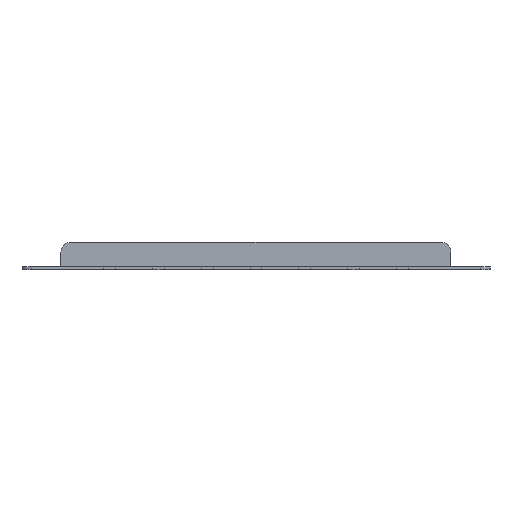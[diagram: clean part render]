
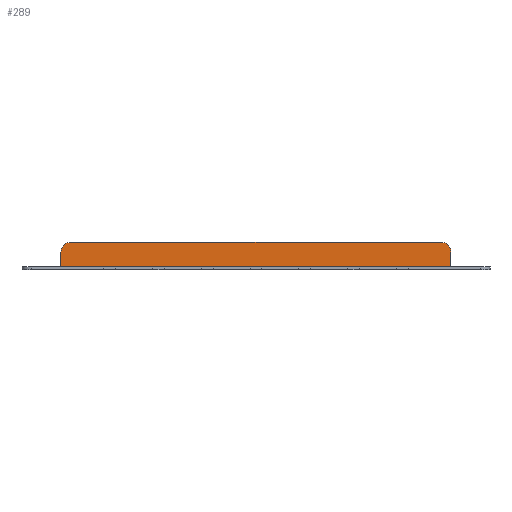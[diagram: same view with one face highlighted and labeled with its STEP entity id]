
A CAD part, top view. The second image highlights one B-rep face of the part: STEP entity #289.
In plain terms, the highlighted planar face has unit normal (0, 0, 1).
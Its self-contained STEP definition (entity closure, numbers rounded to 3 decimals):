
#106 = EDGE_CURVE ( 'NONE', #1599, #615, #407, .T. ) ;
#143 = CARTESIAN_POINT ( 'NONE',  ( -40., 0., 1.5 ) ) ;
#254 = DIRECTION ( 'NONE',  ( 0., 0., 1. ) ) ;
#264 = DIRECTION ( 'NONE',  ( -1., 0., 0. ) ) ;
#280 = EDGE_LOOP ( 'NONE', ( #1903, #906, #2485, #2276, #1058, #973 ) ) ;
#289 = ADVANCED_FACE ( 'NONE', ( #2612 ), #937, .T. ) ;
#354 = DIRECTION ( 'NONE',  ( -1., 0., 0. ) ) ;
#407 = CIRCLE ( 'NONE', #2519, 5. ) ;
#501 = CARTESIAN_POINT ( 'NONE',  ( 0., 0., 1.5 ) ) ;
#575 = CARTESIAN_POINT ( 'NONE',  ( 155., 2., 1.5 ) ) ;
#615 = VERTEX_POINT ( 'NONE', #1944 ) ;
#747 = VECTOR ( 'NONE', #2710, 1000. ) ;
#748 = DIRECTION ( 'NONE',  ( 1., 0., 0. ) ) ;
#779 = CARTESIAN_POINT ( 'NONE',  ( 60., 7., 1.5 ) ) ;
#828 = DIRECTION ( 'NONE',  ( 0., 1., 0. ) ) ;
#906 = ORIENTED_EDGE ( 'NONE', *, *, #106, .T. ) ;
#937 = PLANE ( 'NONE',  #1531 ) ;
#973 = ORIENTED_EDGE ( 'NONE', *, *, #1859, .F. ) ;
#999 = VERTEX_POINT ( 'NONE', #1891 ) ;
#1014 = CARTESIAN_POINT ( 'NONE',  ( 160., -5.5, 1.5 ) ) ;
#1058 = ORIENTED_EDGE ( 'NONE', *, *, #1461, .T. ) ;
#1154 = EDGE_CURVE ( 'NONE', #2567, #615, #2513, .T. ) ;
#1205 = CARTESIAN_POINT ( 'NONE',  ( -35., 2., 1.5 ) ) ;
#1250 = CARTESIAN_POINT ( 'NONE',  ( -60., -5.5, 1.5 ) ) ;
#1461 = EDGE_CURVE ( 'NONE', #1940, #3039, #1966, .T. ) ;
#1497 = DIRECTION ( 'NONE',  ( 0., 0., 1. ) ) ;
#1506 = DIRECTION ( 'NONE',  ( 0., 0., -1. ) ) ;
#1531 = AXIS2_PLACEMENT_3D ( 'NONE', #501, #254, #1879 ) ;
#1599 = VERTEX_POINT ( 'NONE', #1757 ) ;
#1692 = DIRECTION ( 'NONE',  ( 0., 1., 0. ) ) ;
#1757 = CARTESIAN_POINT ( 'NONE',  ( -35., 7., 1.5 ) ) ;
#1858 = EDGE_CURVE ( 'NONE', #1940, #2567, #2667, .T. ) ;
#1859 = EDGE_CURVE ( 'NONE', #999, #3039, #2715, .T. ) ;
#1868 = AXIS2_PLACEMENT_3D ( 'NONE', #575, #1506, #354 ) ;
#1879 = DIRECTION ( 'NONE',  ( 1., 0., 0. ) ) ;
#1891 = CARTESIAN_POINT ( 'NONE',  ( 155., 7., 1.5 ) ) ;
#1903 = ORIENTED_EDGE ( 'NONE', *, *, #2536, .T. ) ;
#1940 = VERTEX_POINT ( 'NONE', #1014 ) ;
#1944 = CARTESIAN_POINT ( 'NONE',  ( -40., 2., 1.5 ) ) ;
#1949 = CARTESIAN_POINT ( 'NONE',  ( 160., 0., 1.5 ) ) ;
#1953 = CARTESIAN_POINT ( 'NONE',  ( 160., 2., 1.5 ) ) ;
#1966 = LINE ( 'NONE', #1949, #2867 ) ;
#2239 = CARTESIAN_POINT ( 'NONE',  ( -40., -5.5, 1.5 ) ) ;
#2276 = ORIENTED_EDGE ( 'NONE', *, *, #1858, .F. ) ;
#2347 = LINE ( 'NONE', #779, #2717 ) ;
#2425 = VECTOR ( 'NONE', #828, 1000. ) ;
#2485 = ORIENTED_EDGE ( 'NONE', *, *, #1154, .F. ) ;
#2513 = LINE ( 'NONE', #143, #2425 ) ;
#2519 = AXIS2_PLACEMENT_3D ( 'NONE', #1205, #1497, #748 ) ;
#2536 = EDGE_CURVE ( 'NONE', #999, #1599, #2347, .T. ) ;
#2567 = VERTEX_POINT ( 'NONE', #2239 ) ;
#2612 = FACE_OUTER_BOUND ( 'NONE', #280, .T. ) ;
#2667 = LINE ( 'NONE', #1250, #747 ) ;
#2710 = DIRECTION ( 'NONE',  ( -1., 0., 0. ) ) ;
#2715 = CIRCLE ( 'NONE', #1868, 5. ) ;
#2717 = VECTOR ( 'NONE', #264, 1000. ) ;
#2867 = VECTOR ( 'NONE', #1692, 1000. ) ;
#3039 = VERTEX_POINT ( 'NONE', #1953 ) ;
